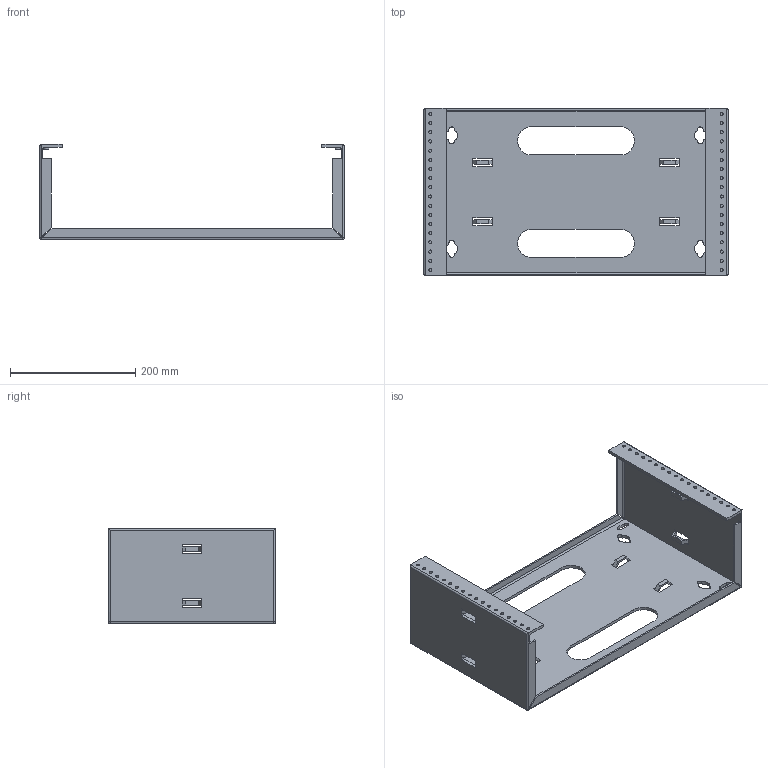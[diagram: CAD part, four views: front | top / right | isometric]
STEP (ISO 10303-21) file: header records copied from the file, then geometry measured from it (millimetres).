
FILE_DESCRIPTION (( 'STEP AP214' ), '1' );
FILE_NAME ('RP00003-6.STEP', '2018-11-26T19:50:34', ( '' ), ( '' ), 'SwSTEP 2.0', 'SolidWorks 2017', '' );
FILE_SCHEMA (( 'AUTOMOTIVE_DESIGN' ));
Length unit declared in the file: inch
Products named in the file (1): RP00003-6
Bounding box: 486 x 266.8 x 152 mm (x, y, z)
Volume: 1031381 mm3; surface area: 469991.6 mm2
Topology: 1 solids, 1 shells, 562 faces, 1508 edges, 928 vertices
Faces by surface type: cylinder 236, plane 214, torus 72, bspline 36, sphere 4
Entity records: 22208 total; most frequent: CARTESIAN_POINT 5221, DIRECTION 3182, ORIENTED_EDGE 3008, EDGE_CURVE 1504, AXIS2_PLACEMENT_3D 1199, VERTEX_POINT 928, VECTOR 784, LINE 784
